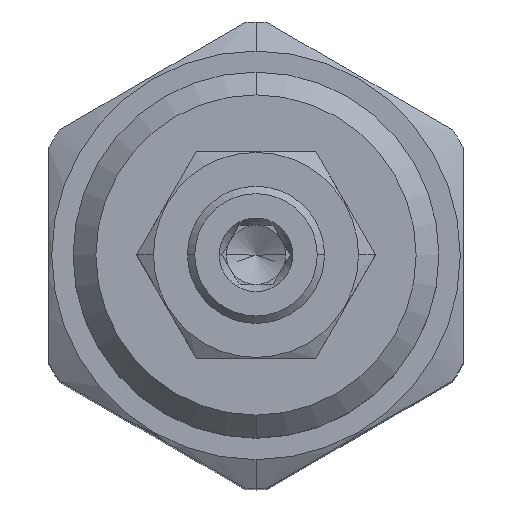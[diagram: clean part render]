
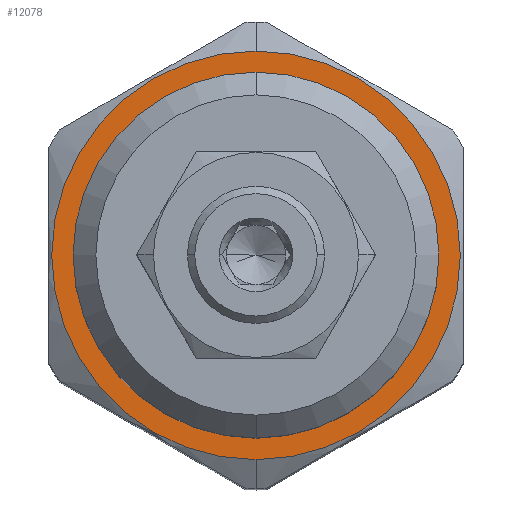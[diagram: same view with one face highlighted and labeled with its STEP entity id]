
A CAD part, top view. The second image highlights one B-rep face of the part: STEP entity #12078.
In plain terms, the highlighted planar face has unit normal (0, 0, 1).
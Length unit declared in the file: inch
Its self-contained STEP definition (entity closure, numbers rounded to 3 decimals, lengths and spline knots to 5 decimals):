
#47=CARTESIAN_POINT('',(0.,0.,4.573));
#48=DIRECTION('',(0.,0.,1.));
#49=DIRECTION('',(0.,-1.,0.));
#50=AXIS2_PLACEMENT_3D('',#47,#48,#49);
#188=CARTESIAN_POINT('',(0.,0.,4.573));
#189=DIRECTION('',(0.,0.,-1.));
#190=DIRECTION('',(0.,-1.,0.));
#191=AXIS2_PLACEMENT_3D('',#188,#189,#190);
#6265=CARTESIAN_POINT('',(0.,0.,4.573));
#6266=DIRECTION('',(0.,0.,1.));
#6267=DIRECTION('',(0.,-1.,0.));
#6268=AXIS2_PLACEMENT_3D('',#6265,#6266,#6267);
#6270=CARTESIAN_POINT('',(0.,0.,4.573));
#6271=DIRECTION('',(0.,0.,-1.));
#6272=DIRECTION('',(0.,-1.,0.));
#6273=AXIS2_PLACEMENT_3D('',#6270,#6271,#6272);
#7421=CARTESIAN_POINT('',(0.,-0.555,4.573));
#7423=VERTEX_POINT('',#7421);
#7429=CARTESIAN_POINT('',(0.,0.555,4.573));
#7431=VERTEX_POINT('',#7429);
#7437=CARTESIAN_POINT('',(0.,-0.497,4.573));
#7438=CARTESIAN_POINT('',(0.,0.497,4.573));
#7439=VERTEX_POINT('',#7437);
#7440=VERTEX_POINT('',#7438);
#12063=CARTESIAN_POINT('',(0.,0.,4.573));
#12064=DIRECTION('',(0.,0.,1.));
#12065=DIRECTION('',(0.,-1.,0.));
#12066=AXIS2_PLACEMENT_3D('',#12063,#12064,#12065);
#12067=PLANE('',#12066);
#12068=ORIENTED_EDGE('',*,*,#7935,.T.);
#12069=ORIENTED_EDGE('',*,*,#7810,.F.);
#12070=EDGE_LOOP('',(#12068,#12069));
#12071=FACE_OUTER_BOUND('',#12070,.F.);
#12073=ORIENTED_EDGE('',*,*,#12072,.T.);
#12075=ORIENTED_EDGE('',*,*,#12074,.F.);
#12076=EDGE_LOOP('',(#12073,#12075));
#12077=FACE_BOUND('',#12076,.F.);
#12078=ADVANCED_FACE('',(#12071,#12077),#12067,.T.);
#51=CIRCLE('',#50,0.555);
#192=CIRCLE('',#191,0.555);
#6269=CIRCLE('',#6268,0.497);
#6274=CIRCLE('',#6273,0.497);
#7810=EDGE_CURVE('',#7423,#7431,#51,.T.);
#7935=EDGE_CURVE('',#7423,#7431,#192,.T.);
#12072=EDGE_CURVE('',#7439,#7440,#6269,.T.);
#12074=EDGE_CURVE('',#7439,#7440,#6274,.T.);
